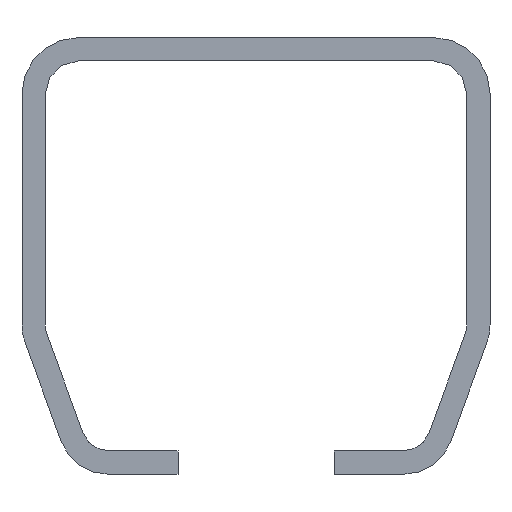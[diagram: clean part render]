
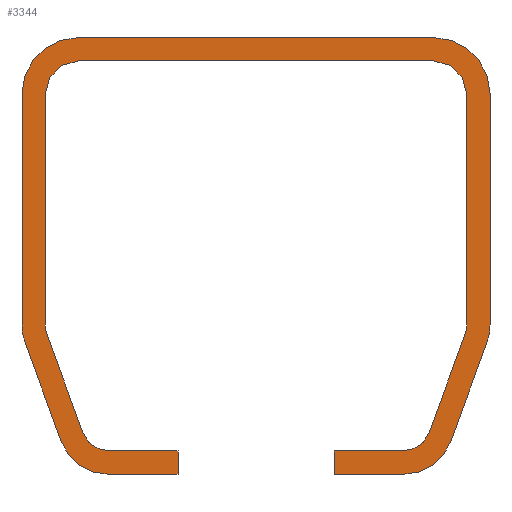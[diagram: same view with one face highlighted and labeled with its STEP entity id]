
A CAD part, front view. The second image highlights one B-rep face of the part: STEP entity #3344.
In plain terms, the highlighted planar face has unit normal (0, -1, 0).
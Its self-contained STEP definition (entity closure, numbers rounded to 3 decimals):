
#174=PLANE('',#3680);
#267=FACE_OUTER_BOUND('',#496,.T.);
#496=EDGE_LOOP('',(#2633,#2634,#2635,#2636,#2637,#2638,#2639,#2640,#2641,
#2642,#2643,#2644,#2645,#2646,#2647,#2648,#2649,#2650,#2651,#2652,#2653,
#2654,#2655,#2656,#2657,#2658,#2659,#2660));
#702=CIRCLE('',#3583,3.6);
#703=CIRCLE('',#3586,3.3);
#704=CIRCLE('',#3589,3.3);
#705=CIRCLE('',#3594,1.8);
#706=CIRCLE('',#3597,1.8);
#707=CIRCLE('',#3600,2.1);
#709=CIRCLE('',#3603,3.6);
#711=CIRCLE('',#3607,3.3);
#713=CIRCLE('',#3611,3.3);
#715=CIRCLE('',#3617,1.8);
#717=CIRCLE('',#3621,1.8);
#719=CIRCLE('',#3625,2.1);
#814=LINE('',#4874,#1098);
#880=LINE('',#5135,#1164);
#883=LINE('',#5143,#1167);
#886=LINE('',#5151,#1170);
#888=LINE('',#5155,#1172);
#890=LINE('',#5159,#1174);
#893=LINE('',#5167,#1177);
#896=LINE('',#5175,#1180);
#902=LINE('',#5193,#1186);
#906=LINE('',#5205,#1190);
#910=LINE('',#5217,#1194);
#913=LINE('',#5223,#1197);
#916=LINE('',#5229,#1200);
#920=LINE('',#5241,#1204);
#924=LINE('',#5253,#1208);
#926=LINE('',#5259,#1210);
#1098=VECTOR('',#3897,10.);
#1164=VECTOR('',#4101,10.);
#1167=VECTOR('',#4110,10.);
#1170=VECTOR('',#4119,10.);
#1172=VECTOR('',#4123,10.);
#1174=VECTOR('',#4127,10.);
#1177=VECTOR('',#4136,10.);
#1180=VECTOR('',#4145,10.);
#1186=VECTOR('',#4163,10.);
#1190=VECTOR('',#4175,10.);
#1194=VECTOR('',#4187,10.);
#1197=VECTOR('',#4192,10.);
#1200=VECTOR('',#4197,10.);
#1204=VECTOR('',#4209,10.);
#1208=VECTOR('',#4221,10.);
#1210=VECTOR('',#4231,10.);
#1393=VERTEX_POINT('',#4871);
#1394=VERTEX_POINT('',#4873);
#1512=VERTEX_POINT('',#5128);
#1513=VERTEX_POINT('',#5130);
#1514=VERTEX_POINT('',#5134);
#1515=VERTEX_POINT('',#5138);
#1516=VERTEX_POINT('',#5142);
#1517=VERTEX_POINT('',#5146);
#1518=VERTEX_POINT('',#5150);
#1519=VERTEX_POINT('',#5154);
#1520=VERTEX_POINT('',#5158);
#1521=VERTEX_POINT('',#5162);
#1522=VERTEX_POINT('',#5166);
#1523=VERTEX_POINT('',#5170);
#1524=VERTEX_POINT('',#5174);
#1527=VERTEX_POINT('',#5183);
#1528=VERTEX_POINT('',#5185);
#1530=VERTEX_POINT('',#5191);
#1532=VERTEX_POINT('',#5197);
#1534=VERTEX_POINT('',#5203);
#1536=VERTEX_POINT('',#5209);
#1538=VERTEX_POINT('',#5215);
#1540=VERTEX_POINT('',#5221);
#1542=VERTEX_POINT('',#5227);
#1544=VERTEX_POINT('',#5233);
#1546=VERTEX_POINT('',#5239);
#1548=VERTEX_POINT('',#5245);
#1550=VERTEX_POINT('',#5251);
#1737=EDGE_CURVE('',#1394,#1393,#814,.T.);
#1864=EDGE_CURVE('',#1512,#1513,#702,.T.);
#1866=EDGE_CURVE('',#1513,#1514,#880,.T.);
#1868=EDGE_CURVE('',#1514,#1515,#703,.T.);
#1870=EDGE_CURVE('',#1515,#1516,#883,.T.);
#1872=EDGE_CURVE('',#1516,#1517,#704,.T.);
#1874=EDGE_CURVE('',#1517,#1518,#886,.T.);
#1876=EDGE_CURVE('',#1518,#1519,#888,.T.);
#1878=EDGE_CURVE('',#1519,#1520,#890,.T.);
#1880=EDGE_CURVE('',#1520,#1521,#705,.T.);
#1882=EDGE_CURVE('',#1521,#1522,#893,.T.);
#1884=EDGE_CURVE('',#1522,#1523,#706,.T.);
#1886=EDGE_CURVE('',#1523,#1524,#896,.T.);
#1888=EDGE_CURVE('',#1524,#1393,#707,.T.);
#1891=EDGE_CURVE('',#1528,#1527,#709,.T.);
#1895=EDGE_CURVE('',#1527,#1530,#902,.T.);
#1898=EDGE_CURVE('',#1530,#1532,#711,.T.);
#1901=EDGE_CURVE('',#1532,#1534,#906,.T.);
#1904=EDGE_CURVE('',#1534,#1536,#713,.T.);
#1907=EDGE_CURVE('',#1536,#1538,#910,.T.);
#1910=EDGE_CURVE('',#1538,#1540,#913,.T.);
#1913=EDGE_CURVE('',#1540,#1542,#916,.T.);
#1916=EDGE_CURVE('',#1542,#1544,#715,.T.);
#1919=EDGE_CURVE('',#1544,#1546,#920,.T.);
#1922=EDGE_CURVE('',#1546,#1548,#717,.T.);
#1925=EDGE_CURVE('',#1548,#1550,#924,.T.);
#1927=EDGE_CURVE('',#1550,#1394,#719,.T.);
#1929=EDGE_CURVE('',#1512,#1528,#926,.T.);
#2633=ORIENTED_EDGE('',*,*,#1929,.T.);
#2634=ORIENTED_EDGE('',*,*,#1891,.T.);
#2635=ORIENTED_EDGE('',*,*,#1895,.T.);
#2636=ORIENTED_EDGE('',*,*,#1898,.T.);
#2637=ORIENTED_EDGE('',*,*,#1901,.T.);
#2638=ORIENTED_EDGE('',*,*,#1904,.T.);
#2639=ORIENTED_EDGE('',*,*,#1907,.T.);
#2640=ORIENTED_EDGE('',*,*,#1910,.T.);
#2641=ORIENTED_EDGE('',*,*,#1913,.T.);
#2642=ORIENTED_EDGE('',*,*,#1916,.T.);
#2643=ORIENTED_EDGE('',*,*,#1919,.T.);
#2644=ORIENTED_EDGE('',*,*,#1922,.T.);
#2645=ORIENTED_EDGE('',*,*,#1925,.T.);
#2646=ORIENTED_EDGE('',*,*,#1927,.T.);
#2647=ORIENTED_EDGE('',*,*,#1737,.T.);
#2648=ORIENTED_EDGE('',*,*,#1888,.F.);
#2649=ORIENTED_EDGE('',*,*,#1886,.F.);
#2650=ORIENTED_EDGE('',*,*,#1884,.F.);
#2651=ORIENTED_EDGE('',*,*,#1882,.F.);
#2652=ORIENTED_EDGE('',*,*,#1880,.F.);
#2653=ORIENTED_EDGE('',*,*,#1878,.F.);
#2654=ORIENTED_EDGE('',*,*,#1876,.F.);
#2655=ORIENTED_EDGE('',*,*,#1874,.F.);
#2656=ORIENTED_EDGE('',*,*,#1872,.F.);
#2657=ORIENTED_EDGE('',*,*,#1870,.F.);
#2658=ORIENTED_EDGE('',*,*,#1868,.F.);
#2659=ORIENTED_EDGE('',*,*,#1866,.F.);
#2660=ORIENTED_EDGE('',*,*,#1864,.F.);
#3344=ADVANCED_FACE('',(#267),#174,.F.);
#3583=AXIS2_PLACEMENT_3D('',#5131,#4096,#4097);
#3586=AXIS2_PLACEMENT_3D('',#5139,#4105,#4106);
#3589=AXIS2_PLACEMENT_3D('',#5147,#4114,#4115);
#3594=AXIS2_PLACEMENT_3D('',#5163,#4131,#4132);
#3597=AXIS2_PLACEMENT_3D('',#5171,#4140,#4141);
#3600=AXIS2_PLACEMENT_3D('',#5178,#4149,#4150);
#3603=AXIS2_PLACEMENT_3D('',#5186,#4156,#4157);
#3607=AXIS2_PLACEMENT_3D('',#5199,#4169,#4170);
#3611=AXIS2_PLACEMENT_3D('',#5211,#4181,#4182);
#3617=AXIS2_PLACEMENT_3D('',#5235,#4203,#4204);
#3621=AXIS2_PLACEMENT_3D('',#5247,#4215,#4216);
#3625=AXIS2_PLACEMENT_3D('',#5256,#4226,#4227);
#3680=AXIS2_PLACEMENT_3D('',#5468,#4390,#4391);
#3897=DIRECTION('',(1.,0.,0.));
#4096=DIRECTION('center_axis',(0.,1.,0.));
#4097=DIRECTION('ref_axis',(-1.,0.,0.));
#4101=DIRECTION('',(0.,0.,-1.));
#4105=DIRECTION('center_axis',(0.,1.,0.));
#4106=DIRECTION('ref_axis',(-0.94,0.,0.342));
#4110=DIRECTION('',(-0.342,0.,-0.94));
#4114=DIRECTION('center_axis',(0.,1.,0.));
#4115=DIRECTION('ref_axis',(0.,0.,1.));
#4119=DIRECTION('',(-1.,0.,0.));
#4123=DIRECTION('',(0.,0.,1.));
#4127=DIRECTION('',(1.,0.,0.));
#4131=DIRECTION('center_axis',(0.,-1.,0.));
#4132=DIRECTION('ref_axis',(0.,0.,-1.));
#4136=DIRECTION('',(0.342,0.,0.94));
#4140=DIRECTION('center_axis',(0.,-1.,0.));
#4141=DIRECTION('ref_axis',(0.94,0.,-0.342));
#4145=DIRECTION('',(0.,0.,1.));
#4149=DIRECTION('center_axis',(0.,-1.,0.));
#4150=DIRECTION('ref_axis',(1.,0.,0.));
#4156=DIRECTION('center_axis',(0.,-1.,0.));
#4157=DIRECTION('ref_axis',(1.,0.,0.));
#4163=DIRECTION('',(0.,0.,-1.));
#4169=DIRECTION('center_axis',(0.,-1.,0.));
#4170=DIRECTION('ref_axis',(0.94,0.,0.342));
#4175=DIRECTION('',(0.342,0.,-0.94));
#4181=DIRECTION('center_axis',(0.,-1.,0.));
#4182=DIRECTION('ref_axis',(0.,0.,1.));
#4187=DIRECTION('',(1.,0.,0.));
#4192=DIRECTION('',(0.,0.,1.));
#4197=DIRECTION('',(-1.,0.,0.));
#4203=DIRECTION('center_axis',(0.,1.,0.));
#4204=DIRECTION('ref_axis',(0.,0.,-1.));
#4209=DIRECTION('',(-0.342,0.,0.94));
#4215=DIRECTION('center_axis',(0.,1.,0.));
#4216=DIRECTION('ref_axis',(-0.94,0.,-0.342));
#4221=DIRECTION('',(0.,0.,1.));
#4226=DIRECTION('center_axis',(0.,1.,0.));
#4227=DIRECTION('ref_axis',(-1.,0.,0.));
#4231=DIRECTION('',(-1.,0.,0.));
#4390=DIRECTION('center_axis',(0.,1.,0.));
#4391=DIRECTION('ref_axis',(0.,0.,1.));
#4871=CARTESIAN_POINT('',(11.4,-1500.,-1.5));
#4873=CARTESIAN_POINT('',(-11.4,-1500.,-1.5));
#4874=CARTESIAN_POINT('',(-11.4,-1500.,-1.5));
#5128=CARTESIAN_POINT('',(11.4,-1500.,0.));
#5130=CARTESIAN_POINT('',(15.,-1500.,-3.6));
#5131=CARTESIAN_POINT('Origin',(11.4,-1500.,-3.6));
#5134=CARTESIAN_POINT('',(15.,-1500.,-18.418));
#5135=CARTESIAN_POINT('',(15.,-1500.,-3.6));
#5138=CARTESIAN_POINT('',(14.801,-1500.,-19.547));
#5139=CARTESIAN_POINT('Origin',(11.7,-1500.,-18.418));
#5142=CARTESIAN_POINT('',(12.515,-1500.,-25.829));
#5143=CARTESIAN_POINT('',(14.801,-1500.,-19.547));
#5146=CARTESIAN_POINT('',(9.414,-1500.,-28.));
#5147=CARTESIAN_POINT('Origin',(9.414,-1500.,-24.7));
#5150=CARTESIAN_POINT('',(5.,-1500.,-28.));
#5151=CARTESIAN_POINT('',(9.414,-1500.,-28.));
#5154=CARTESIAN_POINT('',(5.,-1500.,-26.5));
#5155=CARTESIAN_POINT('',(5.,-1500.,-28.));
#5158=CARTESIAN_POINT('',(9.414,-1500.,-26.5));
#5159=CARTESIAN_POINT('',(5.,-1500.,-26.5));
#5162=CARTESIAN_POINT('',(11.105,-1500.,-25.316));
#5163=CARTESIAN_POINT('Origin',(9.414,-1500.,-24.7));
#5166=CARTESIAN_POINT('',(13.391,-1500.,-19.034));
#5167=CARTESIAN_POINT('',(11.105,-1500.,-25.316));
#5170=CARTESIAN_POINT('',(13.5,-1500.,-18.418));
#5171=CARTESIAN_POINT('Origin',(11.7,-1500.,-18.418));
#5174=CARTESIAN_POINT('',(13.5,-1500.,-3.6));
#5175=CARTESIAN_POINT('',(13.5,-1500.,-18.418));
#5178=CARTESIAN_POINT('Origin',(11.4,-1500.,-3.6));
#5183=CARTESIAN_POINT('',(-15.,-1500.,-3.6));
#5185=CARTESIAN_POINT('',(-11.4,-1500.,0.));
#5186=CARTESIAN_POINT('Origin',(-11.4,-1500.,-3.6));
#5191=CARTESIAN_POINT('',(-15.,-1500.,-18.418));
#5193=CARTESIAN_POINT('',(-15.,-1500.,-3.6));
#5197=CARTESIAN_POINT('',(-14.801,-1500.,-19.547));
#5199=CARTESIAN_POINT('Origin',(-11.7,-1500.,-18.418));
#5203=CARTESIAN_POINT('',(-12.515,-1500.,-25.829));
#5205=CARTESIAN_POINT('',(-14.801,-1500.,-19.547));
#5209=CARTESIAN_POINT('',(-9.414,-1500.,-28.));
#5211=CARTESIAN_POINT('Origin',(-9.414,-1500.,-24.7));
#5215=CARTESIAN_POINT('',(-5.,-1500.,-28.));
#5217=CARTESIAN_POINT('',(-9.414,-1500.,-28.));
#5221=CARTESIAN_POINT('',(-5.,-1500.,-26.5));
#5223=CARTESIAN_POINT('',(-5.,-1500.,-28.));
#5227=CARTESIAN_POINT('',(-9.414,-1500.,-26.5));
#5229=CARTESIAN_POINT('',(-5.,-1500.,-26.5));
#5233=CARTESIAN_POINT('',(-11.105,-1500.,-25.316));
#5235=CARTESIAN_POINT('Origin',(-9.414,-1500.,-24.7));
#5239=CARTESIAN_POINT('',(-13.391,-1500.,-19.034));
#5241=CARTESIAN_POINT('',(-11.105,-1500.,-25.316));
#5245=CARTESIAN_POINT('',(-13.5,-1500.,-18.418));
#5247=CARTESIAN_POINT('Origin',(-11.7,-1500.,-18.418));
#5251=CARTESIAN_POINT('',(-13.5,-1500.,-3.6));
#5253=CARTESIAN_POINT('',(-13.5,-1500.,-18.418));
#5256=CARTESIAN_POINT('Origin',(-11.4,-1500.,-3.6));
#5259=CARTESIAN_POINT('',(0.,-1500.,0.));
#5468=CARTESIAN_POINT('Origin',(-10.668,-1500.,-12.069));
